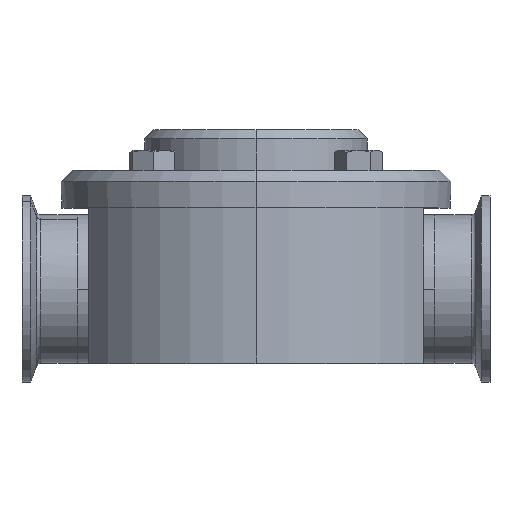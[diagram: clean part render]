
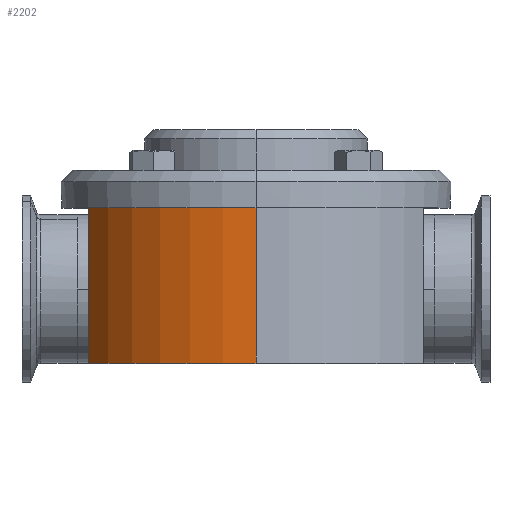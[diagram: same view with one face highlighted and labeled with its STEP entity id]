
A CAD part, top view. The second image highlights one B-rep face of the part: STEP entity #2202.
In plain terms, the highlighted cylindrical face has radius 66.675 mm (diameter 133.35 mm), a partial arc.
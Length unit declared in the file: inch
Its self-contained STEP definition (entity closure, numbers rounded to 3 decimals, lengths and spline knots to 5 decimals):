
#2 = CARTESIAN_POINT ( 'NONE',  ( 0., 0.113, 0. ) ) ;
#139 = DIRECTION ( 'NONE',  ( 0., 1., 0. ) ) ;
#329 = DIRECTION ( 'NONE',  ( 0., 0., -1. ) ) ;
#397 = CARTESIAN_POINT ( 'NONE',  ( -2.2585, 0.113, 1.33784 ) ) ;
#508 = VERTEX_POINT ( 'NONE', #2595 ) ;
#716 = VECTOR ( 'NONE', #811, 39.37008 ) ;
#778 = VERTEX_POINT ( 'NONE', #3665 ) ;
#799 = CARTESIAN_POINT ( 'NONE',  ( 0., -7.42462, 0. ) ) ;
#811 = DIRECTION ( 'NONE',  ( 0., 1., 0. ) ) ;
#886 = AXIS2_PLACEMENT_3D ( 'NONE', #799, #139, #2108 ) ;
#899 = CARTESIAN_POINT ( 'NONE',  ( 0., 2.205, 0. ) ) ;
#1111 = EDGE_CURVE ( 'Defeatured_0_69+Defeatured_0_72+Defeatured_0_68+Defeatured_0_76', #1631, #508, #2067, .T. ) ;
#1118 = CARTESIAN_POINT ( 'NONE',  ( 0., -7.42462, 2.625 ) ) ;
#1326 = ORIENTED_EDGE ( 'NONE', *, *, #1339, .T. ) ;
#1339 = EDGE_CURVE ( 'NONE', #778, #508, #2673, .T. ) ;
#1537 = FACE_OUTER_BOUND ( 'NONE', #3135, .T. ) ;
#1631 = VERTEX_POINT ( 'NONE', #1928 ) ;
#1663 = EDGE_CURVE ( 'Defeatured_0_72+Defeatured_0_79+Defeatured_0_71+Defeatured_0_78', #3683, #778, #3216, .T. ) ;
#1928 = CARTESIAN_POINT ( 'NONE',  ( -2.2585, 2.205, 1.33784 ) ) ;
#1978 = VECTOR ( 'NONE', #3592, 39.37008 ) ;
#2008 = CARTESIAN_POINT ( 'NONE',  ( -2.2585, -7.42462, 1.33784 ) ) ;
#2067 = CIRCLE ( 'NONE', #2639, 2.625 ) ;
#2108 = DIRECTION ( 'NONE',  ( 0., 0., 1. ) ) ;
#2202 = ADVANCED_FACE ( 'Defeatured_0_72', ( #1537 ), #3064, .T. ) ;
#2240 = ORIENTED_EDGE ( 'NONE', *, *, #1663, .T. ) ;
#2373 = AXIS2_PLACEMENT_3D ( 'NONE', #2, #3243, #329 ) ;
#2503 = DIRECTION ( 'NONE',  ( 0., 1., 0. ) ) ;
#2595 = CARTESIAN_POINT ( 'NONE',  ( 0., 2.205, 2.625 ) ) ;
#2639 = AXIS2_PLACEMENT_3D ( 'NONE', #899, #2503, #2794 ) ;
#2673 = LINE ( 'NONE', #1118, #716 ) ;
#2794 = DIRECTION ( 'NONE',  ( 0., 0., 1. ) ) ;
#2929 = EDGE_CURVE ( 'Defeatured_0_72+Defeatured_0_71+Defeatured_0_69+Defeatured_0_79', #1631, #3683, #3391, .T. ) ;
#3053 = ORIENTED_EDGE ( 'NONE', *, *, #1111, .F. ) ;
#3064 = CYLINDRICAL_SURFACE ( 'NONE', #886, 2.625 ) ;
#3135 = EDGE_LOOP ( 'NONE', ( #2240, #1326, #3053, #3192 ) ) ;
#3192 = ORIENTED_EDGE ( 'NONE', *, *, #2929, .T. ) ;
#3216 = CIRCLE ( 'NONE', #2373, 2.625 ) ;
#3243 = DIRECTION ( 'NONE',  ( 0., 1., 0. ) ) ;
#3391 = LINE ( 'NONE', #2008, #1978 ) ;
#3592 = DIRECTION ( 'NONE',  ( 0., -1., 0. ) ) ;
#3665 = CARTESIAN_POINT ( 'NONE',  ( 0., 0.113, 2.625 ) ) ;
#3683 = VERTEX_POINT ( 'NONE', #397 ) ;
